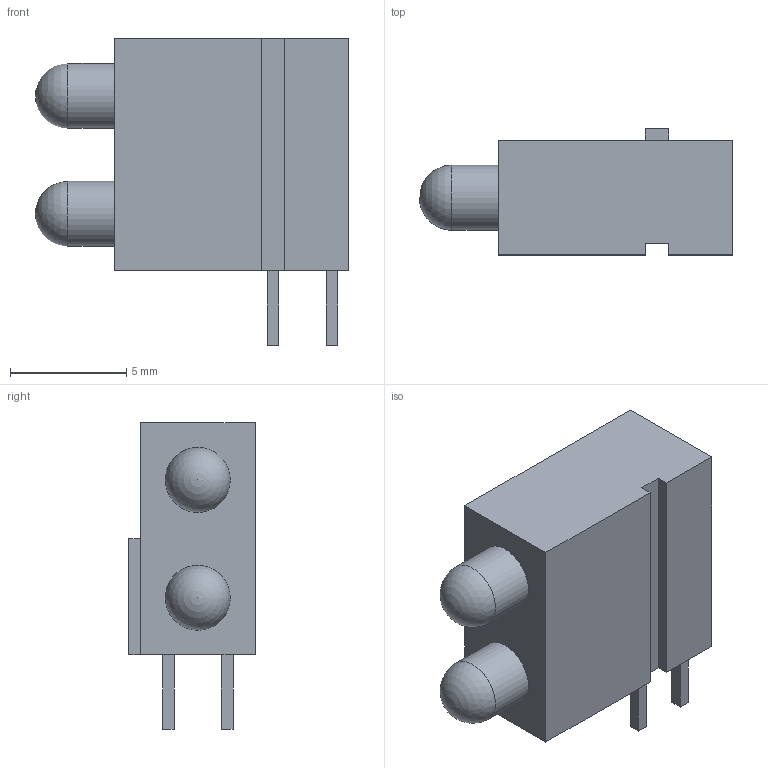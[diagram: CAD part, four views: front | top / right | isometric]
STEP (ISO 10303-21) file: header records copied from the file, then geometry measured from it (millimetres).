
FILE_DESCRIPTION(/* description */ (''),/* implementation_level */ '2;1');
FILE_NAME(/* name */ 'LED_MENTOR_1801.1831.stp',/* time_stamp */ '2016-02-12T10:39:19+01:00',/* author */ ('riccim'),/* organization */ (''),/* preprocessor_version */ 'ST-DEVELOPER v15.5',/* originating_system */ 'AutoCAD Mechanical',/* authorisation */ '');
FILE_SCHEMA (('AUTOMOTIVE_DESIGN { 1 0 10303 214 3 1 1 }'));
Length unit declared in the file: millimetre
Products named in the file (1): Product
Bounding box: 13.5 x 5.45 x 13.2 mm (x, y, z)
Volume: 536.8 mm3; surface area: 515.7 mm2
Topology: 7 solids, 7 shells, 44 faces, 98 edges, 66 vertices
Faces by surface type: plane 40, cylinder 2, sphere 2
Full cylindrical faces by diameter (mm): 2.8 x2
Entity records: 1195 total; most frequent: CARTESIAN_POINT 197, DIRECTION 186, ORIENTED_EDGE 180, EDGE_CURVE 90, LINE 84, VECTOR 84, VERTEX_POINT 62, AXIS2_PLACEMENT_3D 51
